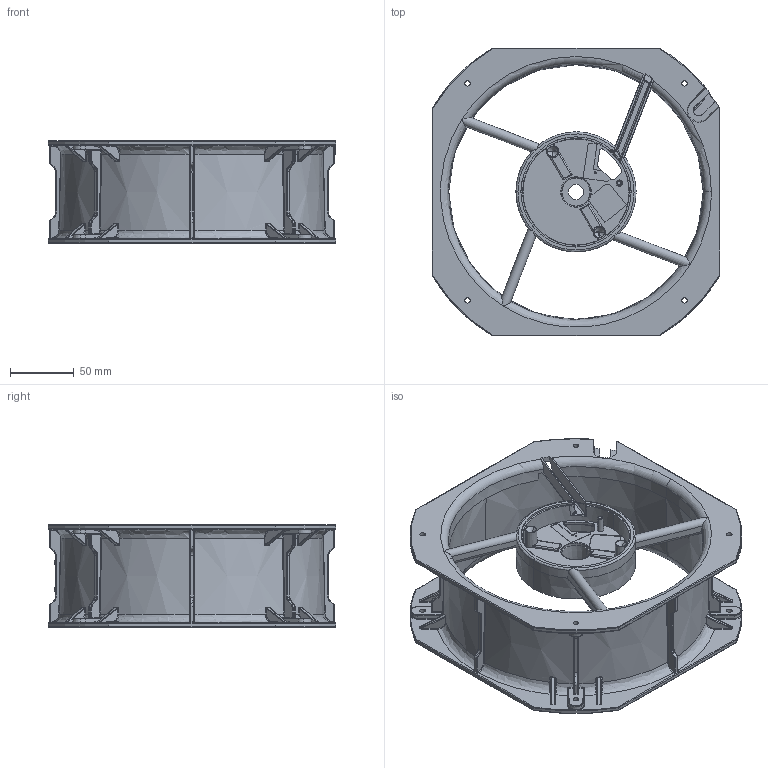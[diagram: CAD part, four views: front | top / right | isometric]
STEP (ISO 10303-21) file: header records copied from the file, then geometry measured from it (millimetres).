
FILE_DESCRIPTION (( 'STEP AP203' ), '1' );
FILE_NAME ('OA225AP_m0 export.stp', '2025-05-08T19:40:22', ( '' ), ( '' ), 'SwSTEP 2.0', 'SolidWorks 2018', '' );
FILE_SCHEMA (( 'CONFIG_CONTROL_DESIGN' ));
Products named in the file (1): OA225AP_m0 export
Bounding box: 225 x 225 x 80 mm (x, y, z)
Volume: 337315.3 mm3; surface area: 205282.3 mm2
Topology: 1 solids, 1 shells, 1432 faces, 3502 edges, 2066 vertices
Faces by surface type: bspline 706, cylinder 269, plane 224, cone 152, sphere 60, torus 21
Entity records: 81011 total; most frequent: CARTESIAN_POINT 57599, ORIENTED_EDGE 6950, EDGE_CURVE 3475, DIRECTION 2108, B_SPLINE_CURVE_WITH_KNOTS 2091, VERTEX_POINT 2058, EDGE_LOOP 1475, FACE_OUTER_BOUND 1432
